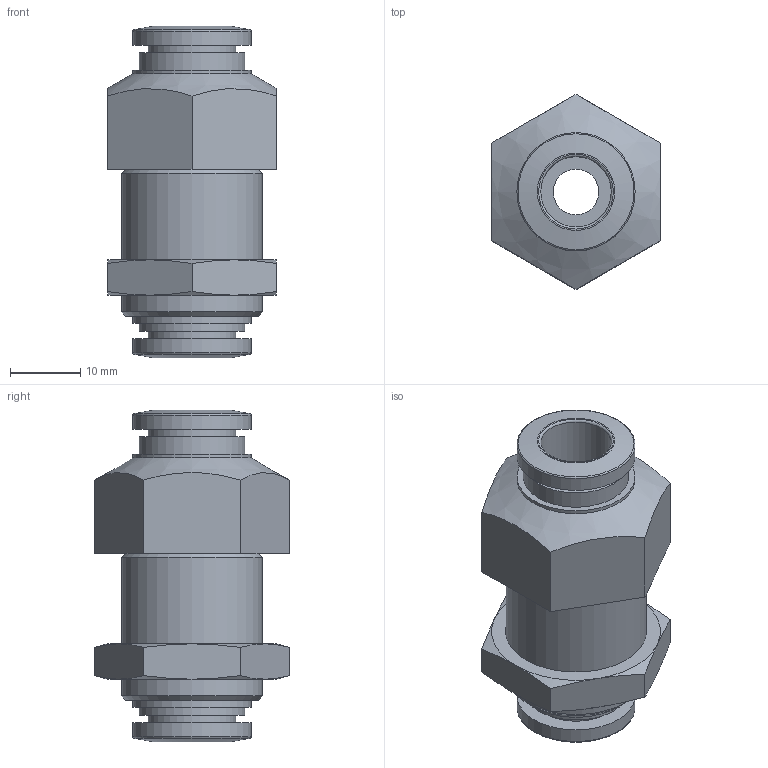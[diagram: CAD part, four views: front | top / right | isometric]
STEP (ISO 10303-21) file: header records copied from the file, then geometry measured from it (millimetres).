
FILE_DESCRIPTION(/* description */ ('STEP AP214'),/* implementation_level */ '2;1');
FILE_NAME(/* name */ '130643_QSS-10-F',/* time_stamp */ '2024-09-12T10:28:31+02:00',/* author */ ('License CC BY-ND 4.0'),/* organization */ ('CADENAS'),/* preprocessor_version */ 'ST-DEVELOPER v19.3',/* originating_system */ 'PARTsolutions',/* authorisation */ ' ');
FILE_SCHEMA (('AUTOMOTIVE_DESIGN {1 0 10303 214 3 1 1}'));
Length unit declared in the file: millimetre
Products named in the file (1): 130643 QSS-10-F
Bounding box: 24 x 27.71 x 47.1 mm (x, y, z)
Volume: 12757.7 mm3; surface area: 6051.2 mm2
Topology: 1 solids, 1 shells, 60 faces, 117 edges, 71 vertices
Faces by surface type: plane 26, cone 17, cylinder 13, torus 4
Full cylindrical faces by diameter (mm): 6.5 x1, 10 x2, 12.5 x2, 15 x2, 16.8 x4, 20 x2
Entity records: 1482 total; most frequent: CARTESIAN_POINT 333, DIRECTION 232, ORIENTED_EDGE 188, AXIS2_PLACEMENT_3D 107, EDGE_LOOP 96, FACE_BOUND 96, EDGE_CURVE 94, VERTEX_POINT 70
